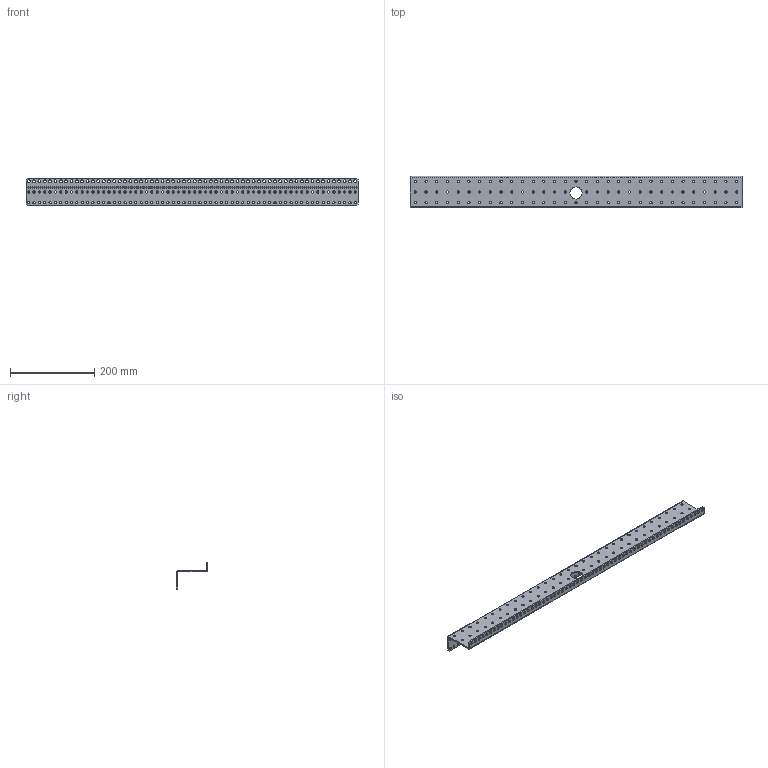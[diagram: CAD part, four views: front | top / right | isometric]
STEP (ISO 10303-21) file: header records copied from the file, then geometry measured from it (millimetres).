
FILE_DESCRIPTION (( 'STEP AP214' ), '1' );
FILE_NAME ('am-3512 AM14U3 Cross Plate XL.STEP', '2017-01-03T21:20:29', ( '' ), ( '' ), 'SwSTEP 2.0', 'SolidWorks 2014', '' );
FILE_SCHEMA (( 'AUTOMOTIVE_DESIGN' ));
Length unit declared in the file: inch
Products named in the file (1): am-3512 AM14U3 Cross Plate XL
Bounding box: 787.4 x 74.54 x 63.5 mm (x, y, z)
Volume: 307468.7 mm3; surface area: 215519.4 mm2
Topology: 1 solids, 1 shells, 584 faces, 1730 edges, 1148 vertices
Faces by surface type: cylinder 562, plane 22
Entity records: 21366 total; most frequent: DIRECTION 4024, CARTESIAN_POINT 3463, ORIENTED_EDGE 3460, EDGE_CURVE 1730, AXIS2_PLACEMENT_3D 1709, VERTEX_POINT 1148, EDGE_LOOP 1142, CIRCLE 1124
